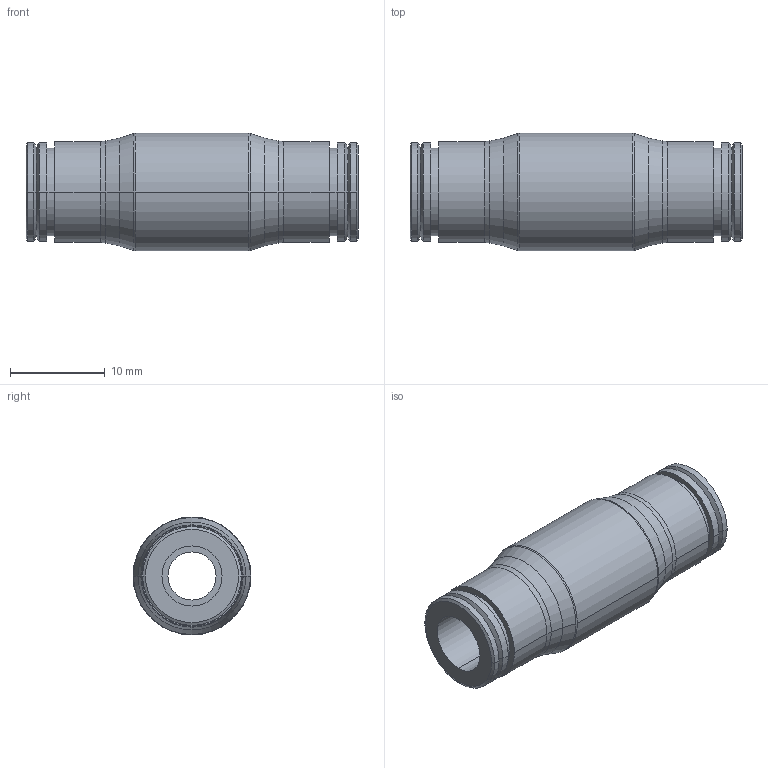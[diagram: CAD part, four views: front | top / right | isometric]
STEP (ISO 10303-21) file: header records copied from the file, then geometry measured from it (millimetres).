
FILE_DESCRIPTION(('STEP AP214'),'1');
FILE_NAME('3806_56_00.stp','2016-07-07T14:27:09',('TraceParts'),('TraceParts S.A.'),'Spatial InterOp 3D',' ',' ');
FILE_SCHEMA(('automotive_design'));
Length unit declared in the file: millimetre
Products named in the file (1): 1
Bounding box: 35.05 x 12.44 x 12.44 mm (x, y, z)
Volume: 2443.9 mm3; surface area: 2186.9 mm2
Topology: 1 solids, 1 shells, 60 faces, 120 edges, 68 vertices
Faces by surface type: cone 28, cylinder 24, plane 8
Entity records: 1563 total; most frequent: DIRECTION 310, CARTESIAN_POINT 249, ORIENTED_EDGE 240, AXIS2_PLACEMENT_3D 129, EDGE_CURVE 120, EDGE_LOOP 68, VERTEX_POINT 68, CIRCLE 68
